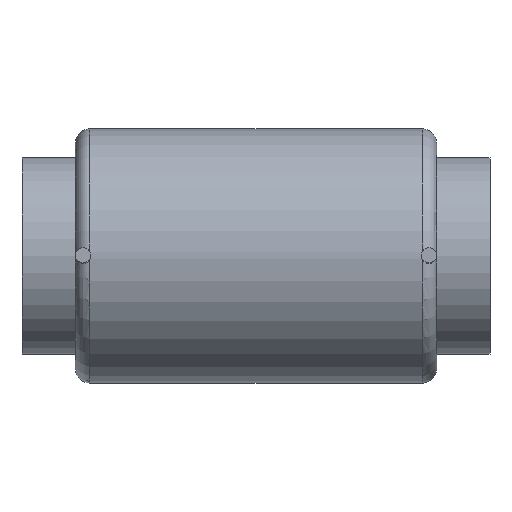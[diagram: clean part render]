
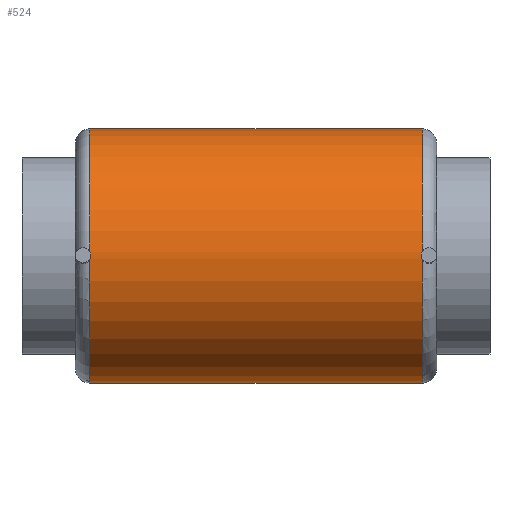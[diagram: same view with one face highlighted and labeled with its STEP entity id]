
A CAD part, top view. The second image highlights one B-rep face of the part: STEP entity #524.
In plain terms, the highlighted cylindrical face has radius 11.176 mm (diameter 22.352 mm), a partial arc.
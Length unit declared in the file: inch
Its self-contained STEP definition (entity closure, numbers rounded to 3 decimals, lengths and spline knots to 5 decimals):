
#77=CARTESIAN_POINT('',(0.575,0.01225,0.43983));
#92=CARTESIAN_POINT('',(0.575,-0.01225,0.43983));
#128=DIRECTION('',(1.,0.,0.));
#129=VECTOR('',#128,1.15);
#130=CARTESIAN_POINT('',(-0.575,-0.44,0.));
#131=LINE('',#130,#129);
#132=CARTESIAN_POINT('',(-0.575,-0.01225,0.43983));
#133=CARTESIAN_POINT('',(-0.57434,-0.01098,
0.43986));
#134=CARTESIAN_POINT('',(-0.57324,-0.00839,
0.43993));
#135=CARTESIAN_POINT('',(-0.57222,-0.00423,
0.43999));
#136=CARTESIAN_POINT('',(-0.572,-0.00142,0.44));
#137=CARTESIAN_POINT('',(-0.572,0.,0.44));
#139=CARTESIAN_POINT('',(-0.572,0.,0.44));
#140=CARTESIAN_POINT('',(-0.572,0.00106,0.44));
#141=CARTESIAN_POINT('',(-0.57213,0.00317,
0.43999));
#142=CARTESIAN_POINT('',(-0.5727,0.00632,
0.43996));
#143=CARTESIAN_POINT('',(-0.57364,0.00937,
0.4399));
#144=CARTESIAN_POINT('',(-0.57451,0.0113,
0.43986));
#145=CARTESIAN_POINT('',(-0.575,0.01225,0.43983));
#147=CARTESIAN_POINT('',(-0.575,0.,0.));
#148=DIRECTION('',(-1.,0.,0.));
#149=DIRECTION('',(0.,0.028,1.));
#150=AXIS2_PLACEMENT_3D('',#147,#148,#149);
#152=DIRECTION('',(1.,0.,0.));
#153=VECTOR('',#152,1.15);
#154=CARTESIAN_POINT('',(-0.575,0.44,0.));
#155=LINE('',#154,#153);
#156=CARTESIAN_POINT('',(0.575,0.,0.));
#157=DIRECTION('',(1.,0.,0.));
#158=DIRECTION('',(0.,1.,0.));
#159=AXIS2_PLACEMENT_3D('',#156,#157,#158);
#161=CARTESIAN_POINT('',(0.575,0.01225,0.43983));
#162=CARTESIAN_POINT('',(0.57434,0.01098,
0.43986));
#163=CARTESIAN_POINT('',(0.57324,0.00839,
0.43993));
#164=CARTESIAN_POINT('',(0.57222,0.00423,
0.43999));
#165=CARTESIAN_POINT('',(0.572,0.00142,0.44));
#166=CARTESIAN_POINT('',(0.572,0.,0.44));
#168=CARTESIAN_POINT('',(0.572,0.,0.44));
#169=CARTESIAN_POINT('',(0.572,-0.00106,0.44));
#170=CARTESIAN_POINT('',(0.57213,-0.00317,
0.43999));
#171=CARTESIAN_POINT('',(0.5727,-0.00632,
0.43996));
#172=CARTESIAN_POINT('',(0.57364,-0.00937,
0.4399));
#173=CARTESIAN_POINT('',(0.57451,-0.0113,
0.43986));
#174=CARTESIAN_POINT('',(0.575,-0.01225,0.43983));
#176=CARTESIAN_POINT('',(0.575,0.,0.));
#177=DIRECTION('',(1.,0.,0.));
#178=DIRECTION('',(0.,-0.028,1.));
#179=AXIS2_PLACEMENT_3D('',#176,#177,#178);
#181=CARTESIAN_POINT('',(-0.575,0.,0.));
#182=DIRECTION('',(-1.,0.,0.));
#183=DIRECTION('',(0.,-1.,0.));
#184=AXIS2_PLACEMENT_3D('',#181,#182,#183);
#215=CARTESIAN_POINT('',(-0.575,-0.01225,0.43983));
#222=CARTESIAN_POINT('',(-0.575,0.01225,0.43983));
#293=CARTESIAN_POINT('',(0.575,-0.44,0.));
#294=CARTESIAN_POINT('',(0.575,0.44,0.));
#295=VERTEX_POINT('',#293);
#296=VERTEX_POINT('',#294);
#297=CARTESIAN_POINT('',(-0.575,0.44,0.));
#298=CARTESIAN_POINT('',(-0.575,-0.44,0.));
#299=VERTEX_POINT('',#297);
#300=VERTEX_POINT('',#298);
#313=VERTEX_POINT('',#92);
#315=VERTEX_POINT('',#77);
#317=VERTEX_POINT('',#215);
#318=VERTEX_POINT('',#222);
#319=CARTESIAN_POINT('',(-0.572,0.,0.44));
#320=VERTEX_POINT('',#319);
#321=CARTESIAN_POINT('',(0.572,0.,0.44));
#322=VERTEX_POINT('',#321);
#503=CARTESIAN_POINT('',(-0.625,0.,0.));
#504=DIRECTION('',(1.,0.,0.));
#505=DIRECTION('',(0.,-1.,0.));
#506=AXIS2_PLACEMENT_3D('',#503,#504,#505);
#507=CYLINDRICAL_SURFACE('',#506,0.44);
#509=ORIENTED_EDGE('',*,*,#508,.T.);
#511=ORIENTED_EDGE('',*,*,#510,.T.);
#513=ORIENTED_EDGE('',*,*,#512,.T.);
#514=ORIENTED_EDGE('',*,*,#494,.T.);
#515=ORIENTED_EDGE('',*,*,#432,.T.);
#516=ORIENTED_EDGE('',*,*,#452,.T.);
#517=ORIENTED_EDGE('',*,*,#464,.T.);
#518=ORIENTED_EDGE('',*,*,#480,.T.);
#519=ORIENTED_EDGE('',*,*,#498,.F.);
#521=ORIENTED_EDGE('',*,*,#520,.T.);
#522=EDGE_LOOP('',(#509,#511,#513,#514,#515,#516,#517,#518,#519,#521));
#523=FACE_OUTER_BOUND('',#522,.F.);
#138=B_SPLINE_CURVE_WITH_KNOTS('',3,(#132,#133,#134,#135,#136,#137),
.UNSPECIFIED.,.F.,.F.,(4,1,1,4),(0.,0.33333,0.66667,1.),
.UNSPECIFIED.);
#146=B_SPLINE_CURVE_WITH_KNOTS('',3,(#139,#140,#141,#142,#143,#144,#145),
.UNSPECIFIED.,.F.,.F.,(4,1,1,1,4),(0.,0.25,0.5,0.75,1.),
.UNSPECIFIED.);
#151=CIRCLE('',#150,0.44);
#160=CIRCLE('',#159,0.44);
#167=B_SPLINE_CURVE_WITH_KNOTS('',3,(#161,#162,#163,#164,#165,#166),
.UNSPECIFIED.,.F.,.F.,(4,1,1,4),(0.,0.33333,0.66667,1.),
.UNSPECIFIED.);
#175=B_SPLINE_CURVE_WITH_KNOTS('',3,(#168,#169,#170,#171,#172,#173,#174),
.UNSPECIFIED.,.F.,.F.,(4,1,1,1,4),(0.,0.25,0.5,0.75,1.),
.UNSPECIFIED.);
#180=CIRCLE('',#179,0.44);
#185=CIRCLE('',#184,0.44);
#432=EDGE_CURVE('',#296,#315,#160,.T.);
#452=EDGE_CURVE('',#315,#322,#167,.T.);
#464=EDGE_CURVE('',#322,#313,#175,.T.);
#480=EDGE_CURVE('',#313,#295,#180,.T.);
#494=EDGE_CURVE('',#299,#296,#155,.T.);
#498=EDGE_CURVE('',#300,#295,#131,.T.);
#508=EDGE_CURVE('',#317,#320,#138,.T.);
#510=EDGE_CURVE('',#320,#318,#146,.T.);
#512=EDGE_CURVE('',#318,#299,#151,.T.);
#520=EDGE_CURVE('',#300,#317,#185,.T.);
#524=ADVANCED_FACE('',(#523),#507,.T.);
